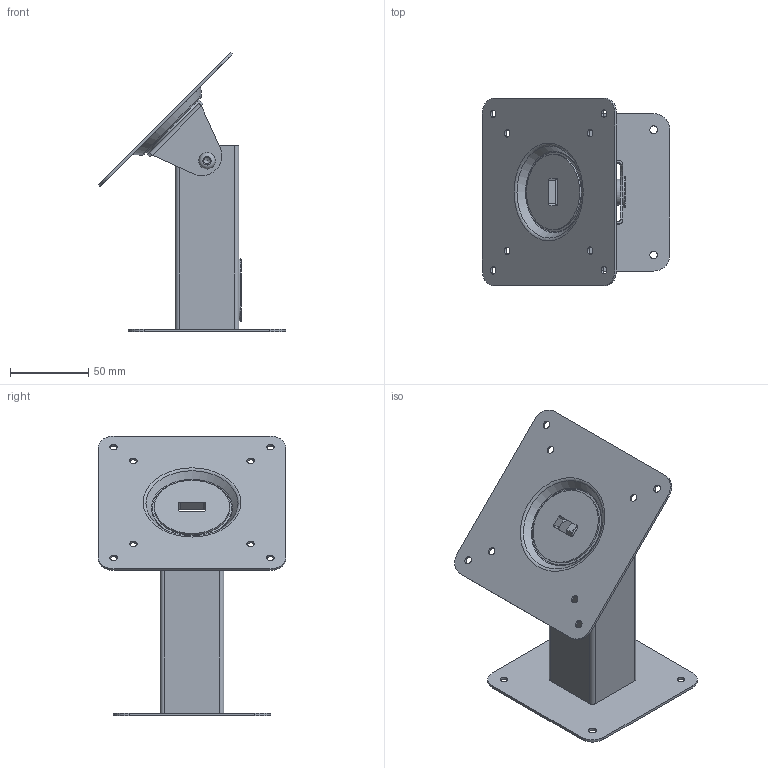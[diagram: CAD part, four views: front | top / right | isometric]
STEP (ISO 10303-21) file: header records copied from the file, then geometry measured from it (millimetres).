
FILE_DESCRIPTION(/* description */ (''),/* implementation_level */ '2;1');
FILE_NAME(/* name */ 'vb_vesa_360tsur.step',/* time_stamp */ '2020-10-09T16:03:34-04:00',/* author */ ('NickC'),/* organization */ (''),/* preprocessor_version */ 'ST-DEVELOPER v17',/* originating_system */ 'Autodesk Inventor 2019',/* authorisation */ '');
FILE_SCHEMA (('AUTOMOTIVE_DESIGN { 1 0 10303 214 3 1 1 }'));
Length unit declared in the file: inch
Products named in the file (1): Part3
Bounding box: 119.75 x 119.89 x 178.76 mm (x, y, z)
Volume: 80476.9 mm3; surface area: 92575.2 mm2
Topology: 1 solids, 2 shells, 271 faces, 725 edges, 476 vertices
Faces by surface type: plane 114, cylinder 101, cone 34, torus 14, bspline 8
Full cylindrical faces by diameter (mm): 4.826 x8, 4.902 x4, 4.917 x2, 6 x8, 6.096 x2, 6.172 x2, 6.35 x1, 6.36 x1, 10 x2, 10.5 x2, 48.006 x2
Entity records: 13842 total; most frequent: CARTESIAN_POINT 7259, ORIENTED_EDGE 1398, DIRECTION 1357, EDGE_CURVE 699, AXIS2_PLACEMENT_3D 538, VERTEX_POINT 462, EDGE_LOOP 319, CIRCLE 282
